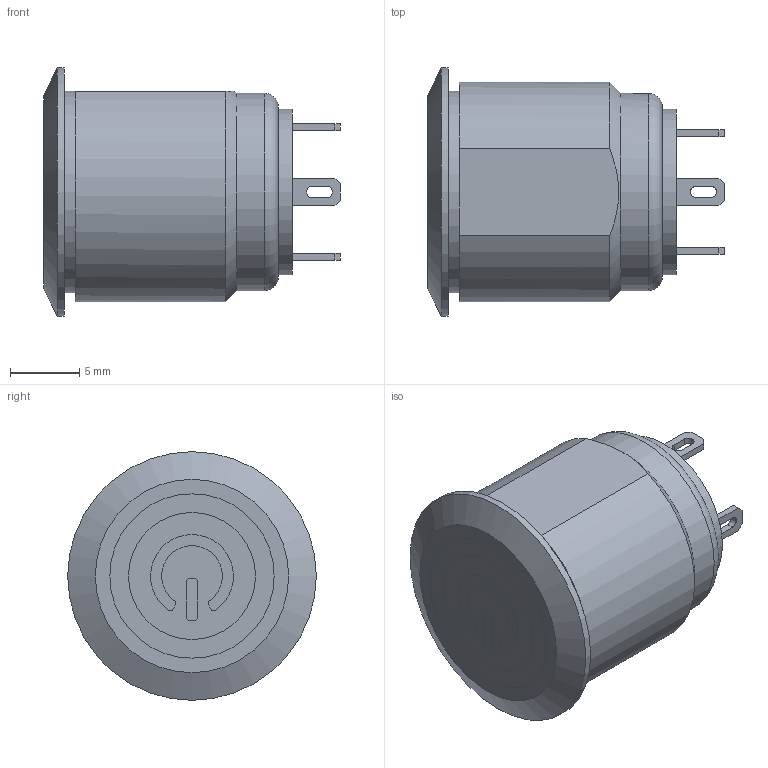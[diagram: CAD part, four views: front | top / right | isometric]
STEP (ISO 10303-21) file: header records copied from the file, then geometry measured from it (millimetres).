
FILE_DESCRIPTION(/* description */ (''),/* implementation_level */ '2;1');
FILE_NAME(/* name */ 'PV6F240xx-3x1-M15.stp',/* time_stamp */ '2025-05-28T16:08:04-05:00',/* author */ ('mroman'),/* organization */ (''),/* preprocessor_version */ 'ST-DEVELOPER v18.1',/* originating_system */ 'Autodesk Inventor 2022',/* authorisation */ '');
FILE_SCHEMA (('AUTOMOTIVE_DESIGN { 1 0 10303 214 3 1 1 }'));
Length unit declared in the file: centimetre
Products named in the file (1): PV6F240xx-3x1-M15
Bounding box: 21.5 x 18 x 18 mm (x, y, z)
Volume: 2496.7 mm3; surface area: 1977.6 mm2
Topology: 1 solids, 2 shells, 107 faces, 271 edges, 183 vertices
Faces by surface type: plane 75, cylinder 21, bspline 8, cone 2, torus 1
Full cylindrical faces by diameter (mm): 1.6 x1, 9.2 x1, 11.9 x1, 12 x1, 14.3 x1, 14.6 x1, 18 x1
Entity records: 3631 total; most frequent: CARTESIAN_POINT 956, ORIENTED_EDGE 542, DIRECTION 521, EDGE_CURVE 271, LINE 195, VECTOR 195, VERTEX_POINT 183, AXIS2_PLACEMENT_3D 163
